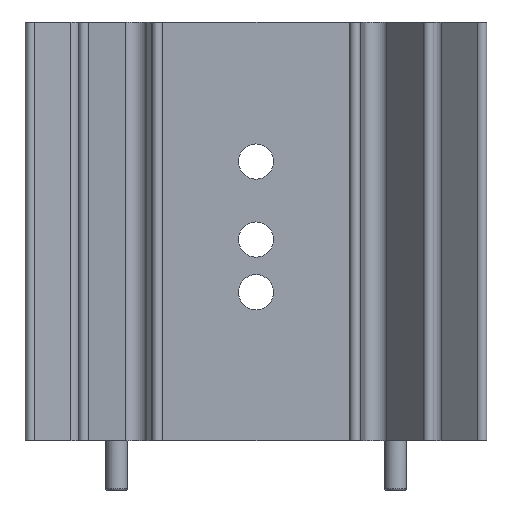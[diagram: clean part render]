
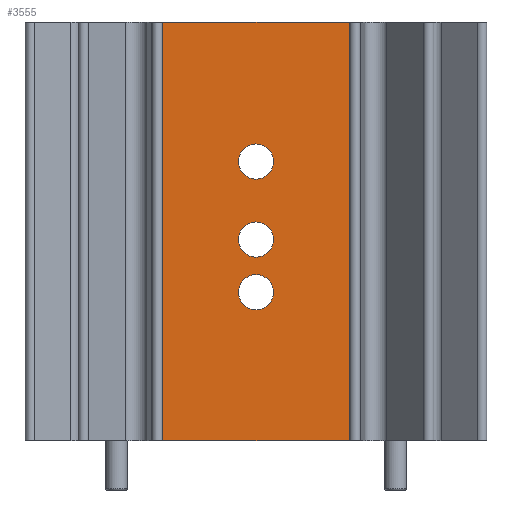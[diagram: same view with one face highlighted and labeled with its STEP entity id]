
A CAD part, front view. The second image highlights one B-rep face of the part: STEP entity #3555.
In plain terms, the highlighted planar face has unit normal (0, -1, 0).
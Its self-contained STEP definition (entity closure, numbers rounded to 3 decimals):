
#31 = CYLINDRICAL_SURFACE('',#32,1.6);
#32 = AXIS2_PLACEMENT_3D('',#33,#34,#35);
#33 = CARTESIAN_POINT('',(0.,0.,25.4));
#34 = DIRECTION('',(0.,1.,0.));
#35 = DIRECTION('',(-1.,0.,0.));
#60 = VERTEX_POINT('',#61);
#61 = CARTESIAN_POINT('',(1.6,-0.9,25.4));
#81 = EDGE_CURVE('',#60,#60,#82,.T.);
#82 = SURFACE_CURVE('',#83,(#88,#95),.PCURVE_S1.);
#83 = CIRCLE('',#84,1.6);
#84 = AXIS2_PLACEMENT_3D('',#85,#86,#87);
#85 = CARTESIAN_POINT('',(0.,-0.9,25.4));
#86 = DIRECTION('',(0.,1.,-0.));
#87 = DIRECTION('',(-1.,0.,0.));
#88 = PCURVE('',#31,#89);
#89 = DEFINITIONAL_REPRESENTATION('',(#90),#94);
#90 = LINE('',#91,#92);
#91 = CARTESIAN_POINT('',(0.,-0.9));
#92 = VECTOR('',#93,1.);
#93 = DIRECTION('',(1.,0.));
#94 = ( GEOMETRIC_REPRESENTATION_CONTEXT(2) 
PARAMETRIC_REPRESENTATION_CONTEXT() REPRESENTATION_CONTEXT('2D SPACE',''
  ) );
#95 = PCURVE('',#96,#101);
#96 = PLANE('',#97);
#97 = AXIS2_PLACEMENT_3D('',#98,#99,#100);
#98 = CARTESIAN_POINT('',(8.5,-0.9,0.));
#99 = DIRECTION('',(0.,-1.,0.));
#100 = DIRECTION('',(0.,0.,-1.));
#101 = DEFINITIONAL_REPRESENTATION('',(#102),#110);
#102 = ( BOUNDED_CURVE() B_SPLINE_CURVE(2,(#103,#104,#105,#106,#107,#108
,#109),.UNSPECIFIED.,.T.,.F.) B_SPLINE_CURVE_WITH_KNOTS((1,2,2,2,2,1),(
    -2.094,0.,2.094,4.189,6.283,
8.378),.UNSPECIFIED.) CURVE() GEOMETRIC_REPRESENTATION_ITEM() 
RATIONAL_B_SPLINE_CURVE((1.,0.5,1.,0.5,1.,0.5,1.)) REPRESENTATION_ITEM(
  '') );
#103 = CARTESIAN_POINT('',(-25.4,-10.1));
#104 = CARTESIAN_POINT('',(-28.171,-10.1));
#105 = CARTESIAN_POINT('',(-26.786,-7.7));
#106 = CARTESIAN_POINT('',(-25.4,-5.3));
#107 = CARTESIAN_POINT('',(-24.014,-7.7));
#108 = CARTESIAN_POINT('',(-22.629,-10.1));
#109 = CARTESIAN_POINT('',(-25.4,-10.1));
#110 = ( GEOMETRIC_REPRESENTATION_CONTEXT(2) 
PARAMETRIC_REPRESENTATION_CONTEXT() REPRESENTATION_CONTEXT('2D SPACE',''
  ) );
#126 = CYLINDRICAL_SURFACE('',#127,1.6);
#127 = AXIS2_PLACEMENT_3D('',#128,#129,#130);
#128 = CARTESIAN_POINT('',(0.,0.,18.3));
#129 = DIRECTION('',(0.,1.,0.));
#130 = DIRECTION('',(-1.,0.,0.));
#150 = VERTEX_POINT('',#151);
#151 = CARTESIAN_POINT('',(1.6,-0.9,18.3));
#171 = EDGE_CURVE('',#150,#150,#172,.T.);
#172 = SURFACE_CURVE('',#173,(#178,#185),.PCURVE_S1.);
#173 = CIRCLE('',#174,1.6);
#174 = AXIS2_PLACEMENT_3D('',#175,#176,#177);
#175 = CARTESIAN_POINT('',(0.,-0.9,18.3));
#176 = DIRECTION('',(0.,1.,-0.));
#177 = DIRECTION('',(-1.,0.,0.));
#178 = PCURVE('',#126,#179);
#179 = DEFINITIONAL_REPRESENTATION('',(#180),#184);
#180 = LINE('',#181,#182);
#181 = CARTESIAN_POINT('',(0.,-0.9));
#182 = VECTOR('',#183,1.);
#183 = DIRECTION('',(1.,0.));
#184 = ( GEOMETRIC_REPRESENTATION_CONTEXT(2) 
PARAMETRIC_REPRESENTATION_CONTEXT() REPRESENTATION_CONTEXT('2D SPACE',''
  ) );
#185 = PCURVE('',#96,#186);
#186 = DEFINITIONAL_REPRESENTATION('',(#187),#195);
#187 = ( BOUNDED_CURVE() B_SPLINE_CURVE(2,(#188,#189,#190,#191,#192,#193
,#194),.UNSPECIFIED.,.T.,.F.) B_SPLINE_CURVE_WITH_KNOTS((1,2,2,2,2,1),(
    -2.094,0.,2.094,4.189,6.283,
8.378),.UNSPECIFIED.) CURVE() GEOMETRIC_REPRESENTATION_ITEM() 
RATIONAL_B_SPLINE_CURVE((1.,0.5,1.,0.5,1.,0.5,1.)) REPRESENTATION_ITEM(
  '') );
#188 = CARTESIAN_POINT('',(-18.3,-10.1));
#189 = CARTESIAN_POINT('',(-21.071,-10.1));
#190 = CARTESIAN_POINT('',(-19.686,-7.7));
#191 = CARTESIAN_POINT('',(-18.3,-5.3));
#192 = CARTESIAN_POINT('',(-16.914,-7.7));
#193 = CARTESIAN_POINT('',(-15.529,-10.1));
#194 = CARTESIAN_POINT('',(-18.3,-10.1));
#195 = ( GEOMETRIC_REPRESENTATION_CONTEXT(2) 
PARAMETRIC_REPRESENTATION_CONTEXT() REPRESENTATION_CONTEXT('2D SPACE',''
  ) );
#211 = CYLINDRICAL_SURFACE('',#212,1.6);
#212 = AXIS2_PLACEMENT_3D('',#213,#214,#215);
#213 = CARTESIAN_POINT('',(0.,0.,13.5));
#214 = DIRECTION('',(0.,1.,0.));
#215 = DIRECTION('',(-1.,0.,0.));
#235 = VERTEX_POINT('',#236);
#236 = CARTESIAN_POINT('',(1.6,-0.9,13.5));
#256 = EDGE_CURVE('',#235,#235,#257,.T.);
#257 = SURFACE_CURVE('',#258,(#263,#270),.PCURVE_S1.);
#258 = CIRCLE('',#259,1.6);
#259 = AXIS2_PLACEMENT_3D('',#260,#261,#262);
#260 = CARTESIAN_POINT('',(0.,-0.9,13.5));
#261 = DIRECTION('',(0.,1.,-0.));
#262 = DIRECTION('',(-1.,0.,0.));
#263 = PCURVE('',#211,#264);
#264 = DEFINITIONAL_REPRESENTATION('',(#265),#269);
#265 = LINE('',#266,#267);
#266 = CARTESIAN_POINT('',(0.,-0.9));
#267 = VECTOR('',#268,1.);
#268 = DIRECTION('',(1.,0.));
#269 = ( GEOMETRIC_REPRESENTATION_CONTEXT(2) 
PARAMETRIC_REPRESENTATION_CONTEXT() REPRESENTATION_CONTEXT('2D SPACE',''
  ) );
#270 = PCURVE('',#96,#271);
#271 = DEFINITIONAL_REPRESENTATION('',(#272),#280);
#272 = ( BOUNDED_CURVE() B_SPLINE_CURVE(2,(#273,#274,#275,#276,#277,#278
,#279),.UNSPECIFIED.,.T.,.F.) B_SPLINE_CURVE_WITH_KNOTS((1,2,2,2,2,1),(
    -2.094,0.,2.094,4.189,6.283,
8.378),.UNSPECIFIED.) CURVE() GEOMETRIC_REPRESENTATION_ITEM() 
RATIONAL_B_SPLINE_CURVE((1.,0.5,1.,0.5,1.,0.5,1.)) REPRESENTATION_ITEM(
  '') );
#273 = CARTESIAN_POINT('',(-13.5,-10.1));
#274 = CARTESIAN_POINT('',(-16.271,-10.1));
#275 = CARTESIAN_POINT('',(-14.886,-7.7));
#276 = CARTESIAN_POINT('',(-13.5,-5.3));
#277 = CARTESIAN_POINT('',(-12.114,-7.7));
#278 = CARTESIAN_POINT('',(-10.729,-10.1));
#279 = CARTESIAN_POINT('',(-13.5,-10.1));
#280 = ( GEOMETRIC_REPRESENTATION_CONTEXT(2) 
PARAMETRIC_REPRESENTATION_CONTEXT() REPRESENTATION_CONTEXT('2D SPACE',''
  ) );
#309 = PLANE('',#310);
#310 = AXIS2_PLACEMENT_3D('',#311,#312,#313);
#311 = CARTESIAN_POINT('',(0.,0.,38.1));
#312 = DIRECTION('',(0.,0.,1.));
#313 = DIRECTION('',(1.,0.,0.));
#365 = PLANE('',#366);
#366 = AXIS2_PLACEMENT_3D('',#367,#368,#369);
#367 = CARTESIAN_POINT('',(0.,0.,0.));
#368 = DIRECTION('',(0.,0.,-1.));
#369 = DIRECTION('',(-1.,0.,0.));
#3450 = PLANE('',#3451);
#3451 = AXIS2_PLACEMENT_3D('',#3452,#3453,#3454);
#3452 = CARTESIAN_POINT('',(8.5,-12.,0.));
#3453 = DIRECTION('',(-1.,0.,0.));
#3454 = DIRECTION('',(0.,0.,1.));
#3489 = VERTEX_POINT('',#3490);
#3490 = CARTESIAN_POINT('',(8.5,-0.9,38.1));
#3511 = EDGE_CURVE('',#3512,#3489,#3514,.T.);
#3512 = VERTEX_POINT('',#3513);
#3513 = CARTESIAN_POINT('',(8.5,-0.9,0.));
#3514 = SURFACE_CURVE('',#3515,(#3519,#3526),.PCURVE_S1.);
#3515 = LINE('',#3516,#3517);
#3516 = CARTESIAN_POINT('',(8.5,-0.9,0.));
#3517 = VECTOR('',#3518,1.);
#3518 = DIRECTION('',(0.,0.,1.));
#3519 = PCURVE('',#3450,#3520);
#3520 = DEFINITIONAL_REPRESENTATION('',(#3521),#3525);
#3521 = LINE('',#3522,#3523);
#3522 = CARTESIAN_POINT('',(0.,11.1));
#3523 = VECTOR('',#3524,1.);
#3524 = DIRECTION('',(1.,0.));
#3525 = ( GEOMETRIC_REPRESENTATION_CONTEXT(2) 
PARAMETRIC_REPRESENTATION_CONTEXT() REPRESENTATION_CONTEXT('2D SPACE',''
  ) );
#3526 = PCURVE('',#96,#3527);
#3527 = DEFINITIONAL_REPRESENTATION('',(#3528),#3532);
#3528 = LINE('',#3529,#3530);
#3529 = CARTESIAN_POINT('',(0.,0.));
#3530 = VECTOR('',#3531,1.);
#3531 = DIRECTION('',(-1.,0.));
#3532 = ( GEOMETRIC_REPRESENTATION_CONTEXT(2) 
PARAMETRIC_REPRESENTATION_CONTEXT() REPRESENTATION_CONTEXT('2D SPACE',''
  ) );
#3555 = ADVANCED_FACE('',(#3556,#3631,#3634,#3637),#96,.T.);
#3556 = FACE_BOUND('',#3557,.T.);
#3557 = EDGE_LOOP('',(#3558,#3581,#3609,#3630));
#3558 = ORIENTED_EDGE('',*,*,#3559,.T.);
#3559 = EDGE_CURVE('',#3489,#3560,#3562,.T.);
#3560 = VERTEX_POINT('',#3561);
#3561 = CARTESIAN_POINT('',(-8.5,-0.9,38.1));
#3562 = SURFACE_CURVE('',#3563,(#3567,#3574),.PCURVE_S1.);
#3563 = LINE('',#3564,#3565);
#3564 = CARTESIAN_POINT('',(8.5,-0.9,38.1));
#3565 = VECTOR('',#3566,1.);
#3566 = DIRECTION('',(-1.,0.,0.));
#3567 = PCURVE('',#96,#3568);
#3568 = DEFINITIONAL_REPRESENTATION('',(#3569),#3573);
#3569 = LINE('',#3570,#3571);
#3570 = CARTESIAN_POINT('',(-38.1,0.));
#3571 = VECTOR('',#3572,1.);
#3572 = DIRECTION('',(0.,-1.));
#3573 = ( GEOMETRIC_REPRESENTATION_CONTEXT(2) 
PARAMETRIC_REPRESENTATION_CONTEXT() REPRESENTATION_CONTEXT('2D SPACE',''
  ) );
#3574 = PCURVE('',#309,#3575);
#3575 = DEFINITIONAL_REPRESENTATION('',(#3576),#3580);
#3576 = LINE('',#3577,#3578);
#3577 = CARTESIAN_POINT('',(8.5,-0.9));
#3578 = VECTOR('',#3579,1.);
#3579 = DIRECTION('',(-1.,0.));
#3580 = ( GEOMETRIC_REPRESENTATION_CONTEXT(2) 
PARAMETRIC_REPRESENTATION_CONTEXT() REPRESENTATION_CONTEXT('2D SPACE',''
  ) );
#3581 = ORIENTED_EDGE('',*,*,#3582,.F.);
#3582 = EDGE_CURVE('',#3583,#3560,#3585,.T.);
#3583 = VERTEX_POINT('',#3584);
#3584 = CARTESIAN_POINT('',(-8.5,-0.9,0.));
#3585 = SURFACE_CURVE('',#3586,(#3590,#3597),.PCURVE_S1.);
#3586 = LINE('',#3587,#3588);
#3587 = CARTESIAN_POINT('',(-8.5,-0.9,0.));
#3588 = VECTOR('',#3589,1.);
#3589 = DIRECTION('',(0.,0.,1.));
#3590 = PCURVE('',#96,#3591);
#3591 = DEFINITIONAL_REPRESENTATION('',(#3592),#3596);
#3592 = LINE('',#3593,#3594);
#3593 = CARTESIAN_POINT('',(0.,-17.));
#3594 = VECTOR('',#3595,1.);
#3595 = DIRECTION('',(-1.,0.));
#3596 = ( GEOMETRIC_REPRESENTATION_CONTEXT(2) 
PARAMETRIC_REPRESENTATION_CONTEXT() REPRESENTATION_CONTEXT('2D SPACE',''
  ) );
#3597 = PCURVE('',#3598,#3603);
#3598 = PLANE('',#3599);
#3599 = AXIS2_PLACEMENT_3D('',#3600,#3601,#3602);
#3600 = CARTESIAN_POINT('',(-8.5,-0.9,0.));
#3601 = DIRECTION('',(1.,0.,0.));
#3602 = DIRECTION('',(0.,0.,-1.));
#3603 = DEFINITIONAL_REPRESENTATION('',(#3604),#3608);
#3604 = LINE('',#3605,#3606);
#3605 = CARTESIAN_POINT('',(0.,0.));
#3606 = VECTOR('',#3607,1.);
#3607 = DIRECTION('',(-1.,0.));
#3608 = ( GEOMETRIC_REPRESENTATION_CONTEXT(2) 
PARAMETRIC_REPRESENTATION_CONTEXT() REPRESENTATION_CONTEXT('2D SPACE',''
  ) );
#3609 = ORIENTED_EDGE('',*,*,#3610,.F.);
#3610 = EDGE_CURVE('',#3512,#3583,#3611,.T.);
#3611 = SURFACE_CURVE('',#3612,(#3616,#3623),.PCURVE_S1.);
#3612 = LINE('',#3613,#3614);
#3613 = CARTESIAN_POINT('',(8.5,-0.9,0.));
#3614 = VECTOR('',#3615,1.);
#3615 = DIRECTION('',(-1.,0.,0.));
#3616 = PCURVE('',#96,#3617);
#3617 = DEFINITIONAL_REPRESENTATION('',(#3618),#3622);
#3618 = LINE('',#3619,#3620);
#3619 = CARTESIAN_POINT('',(0.,0.));
#3620 = VECTOR('',#3621,1.);
#3621 = DIRECTION('',(0.,-1.));
#3622 = ( GEOMETRIC_REPRESENTATION_CONTEXT(2) 
PARAMETRIC_REPRESENTATION_CONTEXT() REPRESENTATION_CONTEXT('2D SPACE',''
  ) );
#3623 = PCURVE('',#365,#3624);
#3624 = DEFINITIONAL_REPRESENTATION('',(#3625),#3629);
#3625 = LINE('',#3626,#3627);
#3626 = CARTESIAN_POINT('',(-8.5,-0.9));
#3627 = VECTOR('',#3628,1.);
#3628 = DIRECTION('',(1.,0.));
#3629 = ( GEOMETRIC_REPRESENTATION_CONTEXT(2) 
PARAMETRIC_REPRESENTATION_CONTEXT() REPRESENTATION_CONTEXT('2D SPACE',''
  ) );
#3630 = ORIENTED_EDGE('',*,*,#3511,.T.);
#3631 = FACE_BOUND('',#3632,.T.);
#3632 = EDGE_LOOP('',(#3633));
#3633 = ORIENTED_EDGE('',*,*,#256,.T.);
#3634 = FACE_BOUND('',#3635,.T.);
#3635 = EDGE_LOOP('',(#3636));
#3636 = ORIENTED_EDGE('',*,*,#171,.T.);
#3637 = FACE_BOUND('',#3638,.T.);
#3638 = EDGE_LOOP('',(#3639));
#3639 = ORIENTED_EDGE('',*,*,#81,.T.);
